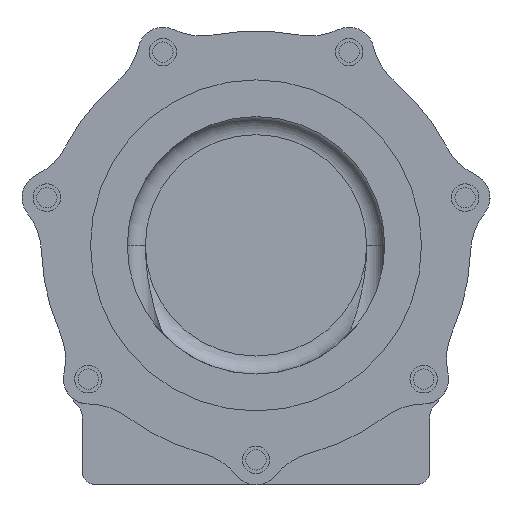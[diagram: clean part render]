
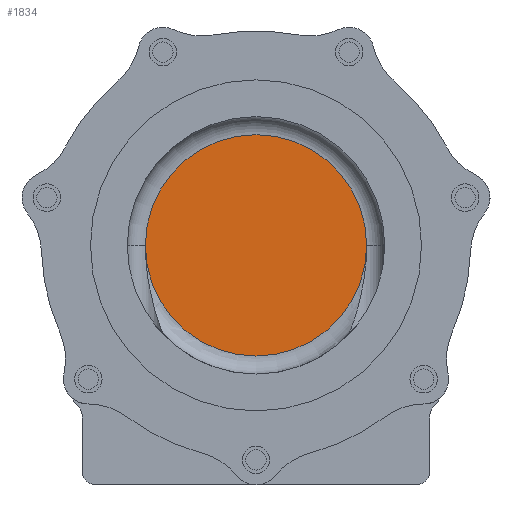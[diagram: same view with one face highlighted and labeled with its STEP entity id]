
A CAD part, front view. The second image highlights one B-rep face of the part: STEP entity #1834.
In plain terms, the highlighted planar face has unit normal (0, -1, 0).
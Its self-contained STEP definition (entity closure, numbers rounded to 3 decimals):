
#124=PLANE('',#2108);
#229=FACE_OUTER_BOUND('',#368,.T.);
#368=EDGE_LOOP('',(#1619,#1620));
#521=CIRCLE('',#2093,24.5);
#529=CIRCLE('',#2107,24.5);
#902=VERTEX_POINT('',#3227);
#906=VERTEX_POINT('',#3285);
#1144=EDGE_CURVE('',#902,#906,#521,.T.);
#1157=EDGE_CURVE('',#906,#902,#529,.T.);
#1619=ORIENTED_EDGE('',*,*,#1157,.F.);
#1620=ORIENTED_EDGE('',*,*,#1144,.F.);
#1834=ADVANCED_FACE('',(#229),#124,.T.);
#2093=AXIS2_PLACEMENT_3D('',#3286,#2674,#2675);
#2107=AXIS2_PLACEMENT_3D('',#3326,#2706,#2707);
#2108=AXIS2_PLACEMENT_3D('',#3327,#2708,#2709);
#2674=DIRECTION('center_axis',(0.,1.,0.));
#2675=DIRECTION('ref_axis',(1.,0.,0.));
#2706=DIRECTION('center_axis',(0.,1.,0.));
#2707=DIRECTION('ref_axis',(1.,0.,0.));
#2708=DIRECTION('center_axis',(0.,-1.,0.));
#2709=DIRECTION('ref_axis',(1.,0.,0.));
#3227=CARTESIAN_POINT('',(24.5,21.5,0.));
#3285=CARTESIAN_POINT('',(-24.5,21.5,0.));
#3286=CARTESIAN_POINT('Origin',(0.,21.5,0.));
#3326=CARTESIAN_POINT('Origin',(0.,21.5,0.));
#3327=CARTESIAN_POINT('Origin',(0.,21.5,0.));
